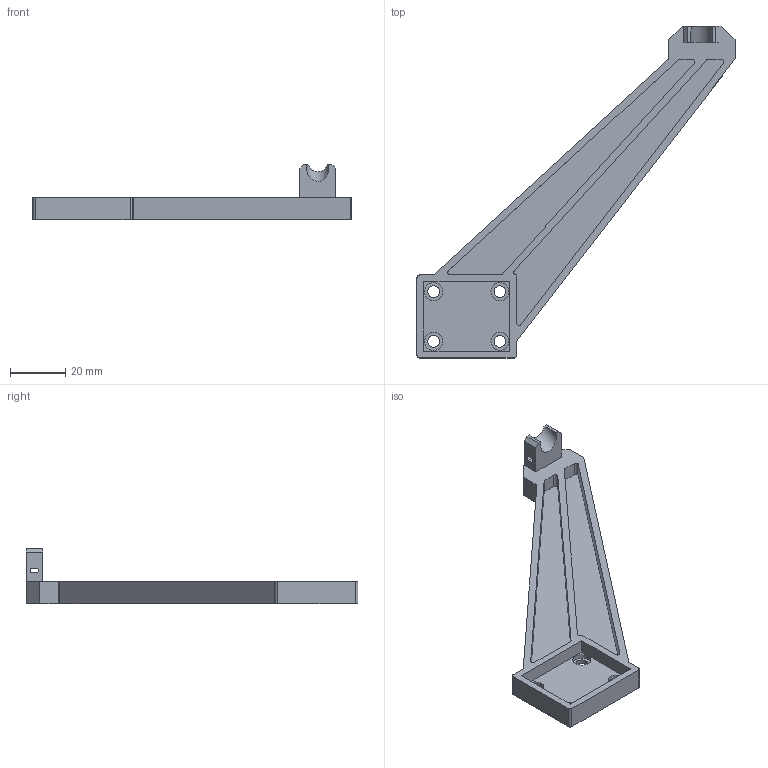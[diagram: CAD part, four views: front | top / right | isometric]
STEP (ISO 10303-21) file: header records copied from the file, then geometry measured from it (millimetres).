
FILE_DESCRIPTION(('FreeCAD Model'),'2;1');
FILE_NAME('CableHolder.step', '2020-08-10T19:01:15',('Author'),(''), 'Open CASCADE STEP processor 7.3','FreeCAD','Unknown');
FILE_SCHEMA(('AUTOMOTIVE_DESIGN { 1 0 10303 214 1 1 1 1 }'));
Length unit declared in the file: millimetre
Products named in the file (1): CableHolder
Bounding box: 115 x 120 x 20 mm (x, y, z)
Volume: 20814.1 mm3; surface area: 15347.6 mm2
Topology: 1 solids, 1 shells, 70 faces, 183 edges, 122 vertices
Faces by surface type: plane 44, cylinder 26
Full cylindrical faces by diameter (mm): 4.2 x4, 6.5 x4
Entity records: 2202 total; most frequent: DIRECTION 379, CARTESIAN_POINT 376, ORIENTED_EDGE 366, EDGE_CURVE 183, LINE 129, VECTOR 129, AXIS2_PLACEMENT_3D 125, VERTEX_POINT 122
